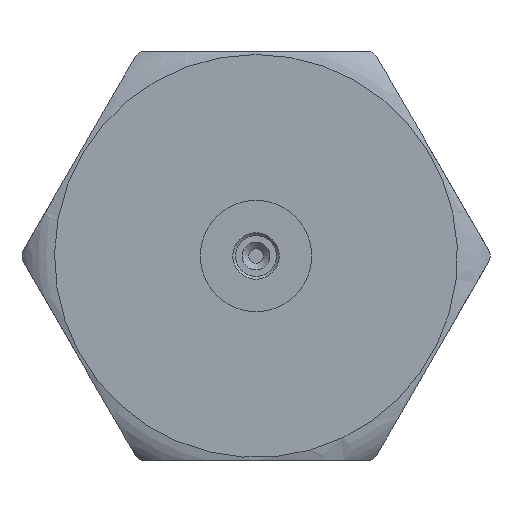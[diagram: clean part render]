
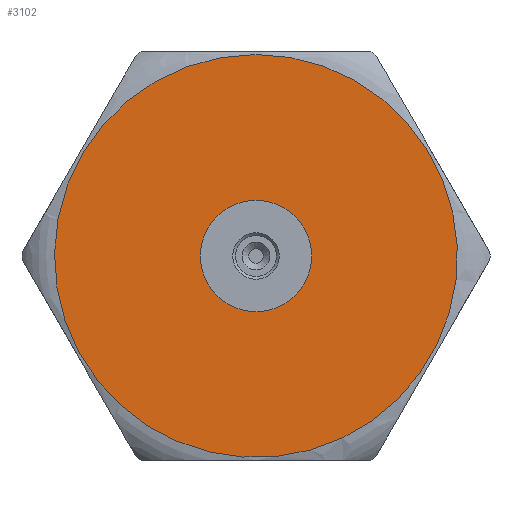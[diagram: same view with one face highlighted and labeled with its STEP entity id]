
A CAD part, left-side view. The second image highlights one B-rep face of the part: STEP entity #3102.
In plain terms, the highlighted planar face has unit normal (-1, 0, 0).
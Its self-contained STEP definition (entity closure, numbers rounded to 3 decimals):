
#835=ORIENTED_EDGE('',*,*,#1674,.F.);
#836=ORIENTED_EDGE('',*,*,#1673,.F.);
#1673=EDGE_CURVE('',#2071,#2071,#2312,.F.);
#1674=EDGE_CURVE('',#2072,#2072,#2313,.T.);
#2071=VERTEX_POINT('',#12002);
#2072=VERTEX_POINT('',#12005);
#2312=CIRCLE('',#3417,5.424);
#2313=CIRCLE('',#3419,1.5);
#2479=EDGE_LOOP('',(#835));
#2480=EDGE_LOOP('',(#836));
#2748=FACE_BOUND('',#2479,.T.);
#2749=FACE_BOUND('',#2480,.T.);
#2993=PLANE('',#3418);
#3102=ADVANCED_FACE('',(#2748,#2749),#2993,.T.);
#3417=AXIS2_PLACEMENT_3D('',#12001,#3882,#3883);
#3418=AXIS2_PLACEMENT_3D('',#12003,#3884,#3885);
#3419=AXIS2_PLACEMENT_3D('',#12004,#3886,#3887);
#3882=DIRECTION('',(-1.,0.,0.));
#3883=DIRECTION('',(0.,0.,1.));
#3884=DIRECTION('',(-1.,0.,0.));
#3885=DIRECTION('',(0.,0.,1.));
#3886=DIRECTION('',(-1.,0.,0.));
#3887=DIRECTION('',(0.,0.,1.));
#12001=CARTESIAN_POINT('',(-2.2,0.,0.));
#12002=CARTESIAN_POINT('',(-2.2,0.,5.424));
#12003=CARTESIAN_POINT('',(-2.2,0.,0.));
#12004=CARTESIAN_POINT('',(-2.2,0.,0.));
#12005=CARTESIAN_POINT('',(-2.2,0.,1.5));
